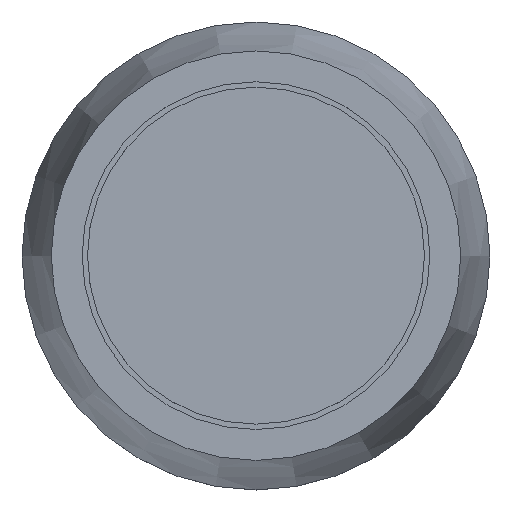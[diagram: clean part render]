
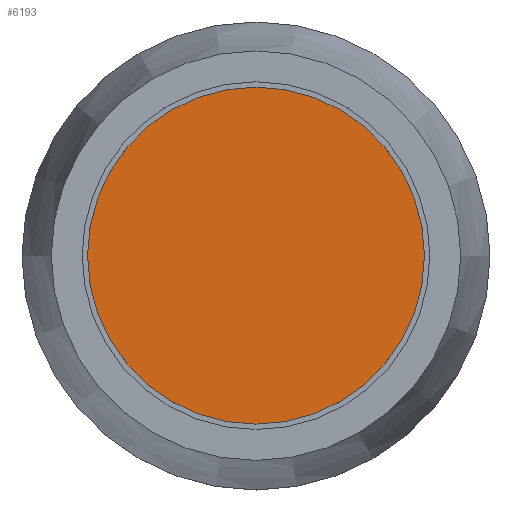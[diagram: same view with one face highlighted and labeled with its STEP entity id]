
A CAD part, top view. The second image highlights one B-rep face of the part: STEP entity #6193.
In plain terms, the highlighted planar face has unit normal (0, 0, 1).
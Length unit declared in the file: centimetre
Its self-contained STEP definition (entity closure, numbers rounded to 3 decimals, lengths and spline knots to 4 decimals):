
#387=PLANE('',#6702);
#671=FACE_OUTER_BOUND('',#1043,.T.);
#1043=EDGE_LOOP('',(#5029));
#2605=CIRCLE('',#6703,0.9);
#2929=VERTEX_POINT('',#9413);
#3680=EDGE_CURVE('',#2929,#2929,#2605,.T.);
#5029=ORIENTED_EDGE('',*,*,#3680,.F.);
#6193=ADVANCED_FACE('',(#671),#387,.F.);
#6702=AXIS2_PLACEMENT_3D('',#9412,#7771,#7772);
#6703=AXIS2_PLACEMENT_3D('',#9414,#7773,#7774);
#7771=DIRECTION('center_axis',(0.,0.,
-1.));
#7772=DIRECTION('ref_axis',(0.,-1.,0.));
#7773=DIRECTION('center_axis',(0.,0.,
-1.));
#7774=DIRECTION('ref_axis',(0.,-1.,0.));
#9412=CARTESIAN_POINT('Origin',(0.,0.,
3.3748));
#9413=CARTESIAN_POINT('',(0.,0.9,3.3748));
#9414=CARTESIAN_POINT('Origin',(0.,0.,
3.3748));
